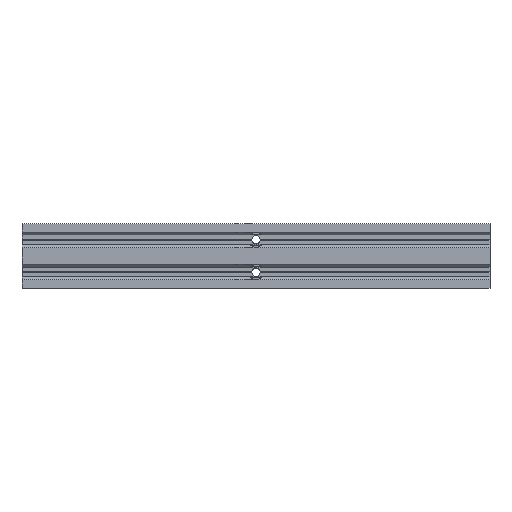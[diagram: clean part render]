
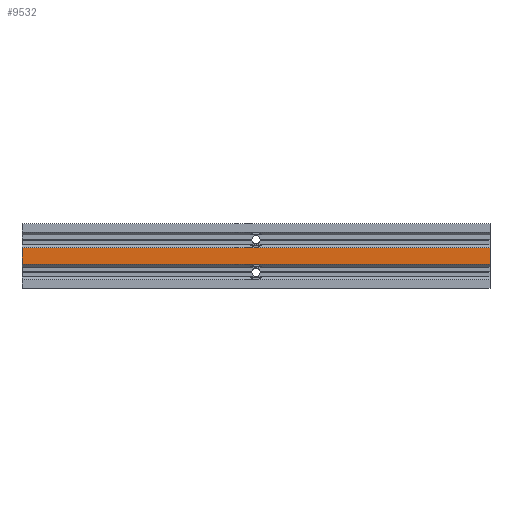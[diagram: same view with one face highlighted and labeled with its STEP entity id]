
A CAD part, top view. The second image highlights one B-rep face of the part: STEP entity #9532.
In plain terms, the highlighted planar face has unit normal (0, 0, 1).
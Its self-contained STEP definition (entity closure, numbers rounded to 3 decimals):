
#192 = EDGE_CURVE ( 'NONE', #1382, #8555, #1484, .T. ) ;
#652 = VECTOR ( 'NONE', #11663, 1000. ) ;
#715 = CARTESIAN_POINT ( 'NONE',  ( 0., 4.8, 30. ) ) ;
#1066 = PLANE ( 'NONE',  #1208 ) ;
#1208 = AXIS2_PLACEMENT_3D ( 'NONE', #1967, #3839, #10283 ) ;
#1382 = VERTEX_POINT ( 'NONE', #715 ) ;
#1484 = LINE ( 'NONE', #8721, #11291 ) ;
#1967 = CARTESIAN_POINT ( 'NONE',  ( 290., 10., 30. ) ) ;
#2530 = ORIENTED_EDGE ( 'NONE', *, *, #8437, .F. ) ;
#2687 = DIRECTION ( 'NONE',  ( 0., 1., 0. ) ) ;
#2691 = ORIENTED_EDGE ( 'NONE', *, *, #11649, .T. ) ;
#2992 = FACE_OUTER_BOUND ( 'NONE', #8144, .T. ) ;
#3335 = CARTESIAN_POINT ( 'NONE',  ( 0., 15.2, 30. ) ) ;
#3637 = CARTESIAN_POINT ( 'NONE',  ( 290., 10., 30. ) ) ;
#3839 = DIRECTION ( 'NONE',  ( 0., 0., 1. ) ) ;
#4188 = DIRECTION ( 'NONE',  ( 0., 1., 0. ) ) ;
#5055 = ORIENTED_EDGE ( 'NONE', *, *, #192, .F. ) ;
#5420 = EDGE_CURVE ( 'NONE', #7367, #8499, #7241, .T. ) ;
#6788 = VECTOR ( 'NONE', #9606, 1000. ) ;
#7241 = LINE ( 'NONE', #3637, #11836 ) ;
#7367 = VERTEX_POINT ( 'NONE', #11877 ) ;
#8036 = LINE ( 'NONE', #9793, #652 ) ;
#8144 = EDGE_LOOP ( 'NONE', ( #5055, #2530, #9003, #2691 ) ) ;
#8437 = EDGE_CURVE ( 'NONE', #7367, #1382, #9248, .T. ) ;
#8499 = VERTEX_POINT ( 'NONE', #10618 ) ;
#8555 = VERTEX_POINT ( 'NONE', #3335 ) ;
#8721 = CARTESIAN_POINT ( 'NONE',  ( 0., 10., 30. ) ) ;
#9003 = ORIENTED_EDGE ( 'NONE', *, *, #5420, .T. ) ;
#9248 = LINE ( 'NONE', #10455, #6788 ) ;
#9532 = ADVANCED_FACE ( 'NONE', ( #2992 ), #1066, .T. ) ;
#9606 = DIRECTION ( 'NONE',  ( -1., 0., 0. ) ) ;
#9793 = CARTESIAN_POINT ( 'NONE',  ( 290., 15.2, 30. ) ) ;
#10283 = DIRECTION ( 'NONE',  ( 0., -1., 0. ) ) ;
#10455 = CARTESIAN_POINT ( 'NONE',  ( 290., 4.8, 30. ) ) ;
#10618 = CARTESIAN_POINT ( 'NONE',  ( 290., 15.2, 30. ) ) ;
#11291 = VECTOR ( 'NONE', #4188, 1000. ) ;
#11649 = EDGE_CURVE ( 'NONE', #8499, #8555, #8036, .T. ) ;
#11663 = DIRECTION ( 'NONE',  ( -1., 0., 0. ) ) ;
#11836 = VECTOR ( 'NONE', #2687, 1000. ) ;
#11877 = CARTESIAN_POINT ( 'NONE',  ( 290., 4.8, 30. ) ) ;
